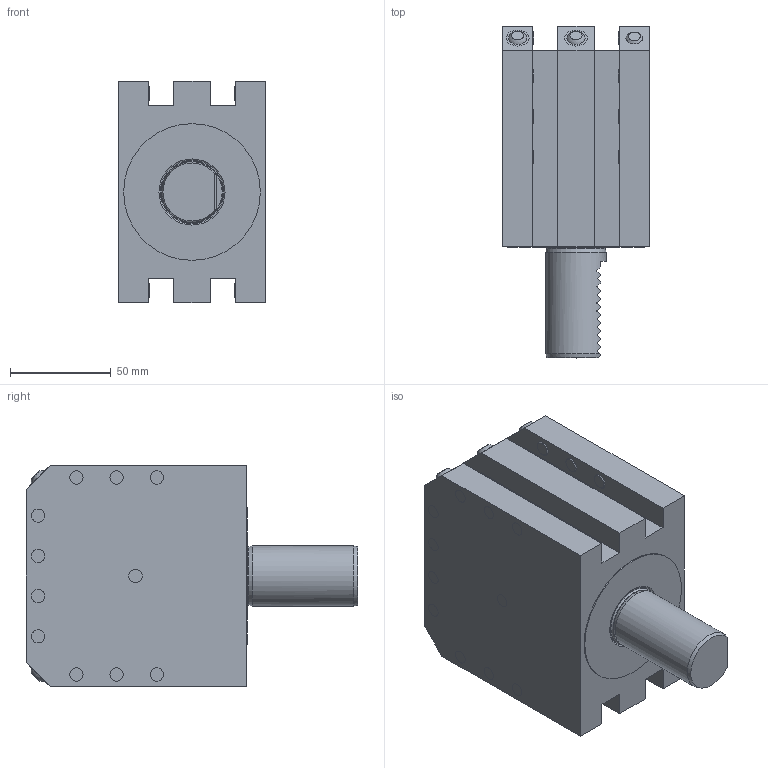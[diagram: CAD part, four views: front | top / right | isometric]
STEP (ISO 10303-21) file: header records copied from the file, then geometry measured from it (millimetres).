
FILE_DESCRIPTION (( 'STEP AP214' ), '1' );
FILE_NAME ('D330X12.STEP', '2025-07-26T07:26:27', ( '' ), ( '' ), 'SwSTEP 2.0', 'SolidWorks 2023', '' );
FILE_SCHEMA (( 'AUTOMOTIVE_DESIGN' ));
Length unit declared in the file: millimetre
Products named in the file (1): D330X12
Bounding box: 73 x 165 x 110 mm (x, y, z)
Volume: 819910.6 mm3; surface area: 73253.3 mm2
Topology: 1 solids, 1 shells, 377 faces, 915 edges, 625 vertices
Faces by surface type: plane 251, bspline 55, cylinder 40, cone 22, sphere 6, torus 3
Full cylindrical faces by diameter (mm): 1.7 x1, 2.1 x1, 6.366 x1, 29.1 x1, 30 x1, 68 x1
Entity records: 16254 total; most frequent: CARTESIAN_POINT 5690, ORIENTED_EDGE 1746, DIRECTION 1477, EDGE_CURVE 873, VERTEX_POINT 613, VECTOR 547, LINE 547, EDGE_LOOP 492
